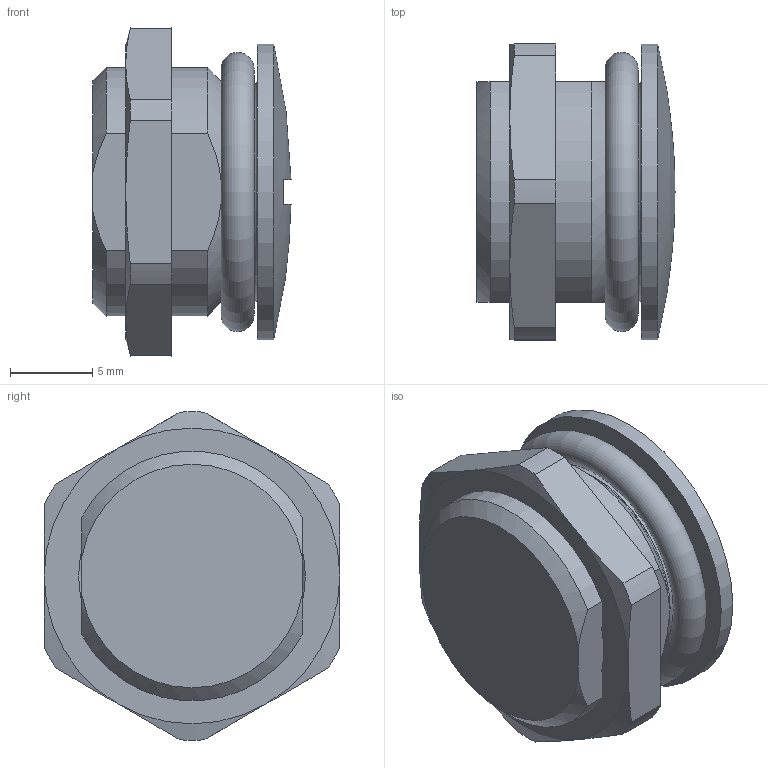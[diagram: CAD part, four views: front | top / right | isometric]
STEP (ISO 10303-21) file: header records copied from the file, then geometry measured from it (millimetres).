
FILE_DESCRIPTION(/* description */ (''),/* implementation_level */ '2;1');
FILE_NAME(/* name */ '08-3128-000-000_001_02.stp',/* time_stamp */ '2014-12-10T07:14:03+01:00',/* author */ (''),/* organization */ (''),/* preprocessor_version */ 'ST-DEVELOPER v14',/* originating_system */ 'SIEMENS PLM Software NX 8.0',/* authorisation */ '');
FILE_SCHEMA (('AUTOMOTIVE_DESIGN { 1 0 10303 214 3 1 1 1 }'));
Length unit declared in the file: millimetre
Products named in the file (1): sach0A2C5C0Bcqyj
Bounding box: 12.05 x 18 x 19.99 mm (x, y, z)
Volume: 2499.1 mm3; surface area: 1923 mm2
Topology: 3 solids, 3 shells, 42 faces, 101 edges, 64 vertices
Faces by surface type: plane 17, cylinder 11, cone 10, torus 3, sphere 1
Full cylindrical faces by diameter (mm): 13 x1, 13.8 x1, 18 x1
Entity records: 1239 total; most frequent: CARTESIAN_POINT 268, DIRECTION 192, ORIENTED_EDGE 182, EDGE_CURVE 91, AXIS2_PLACEMENT_3D 80, VERTEX_POINT 62, EDGE_LOOP 50, ADVANCED_FACE 42
